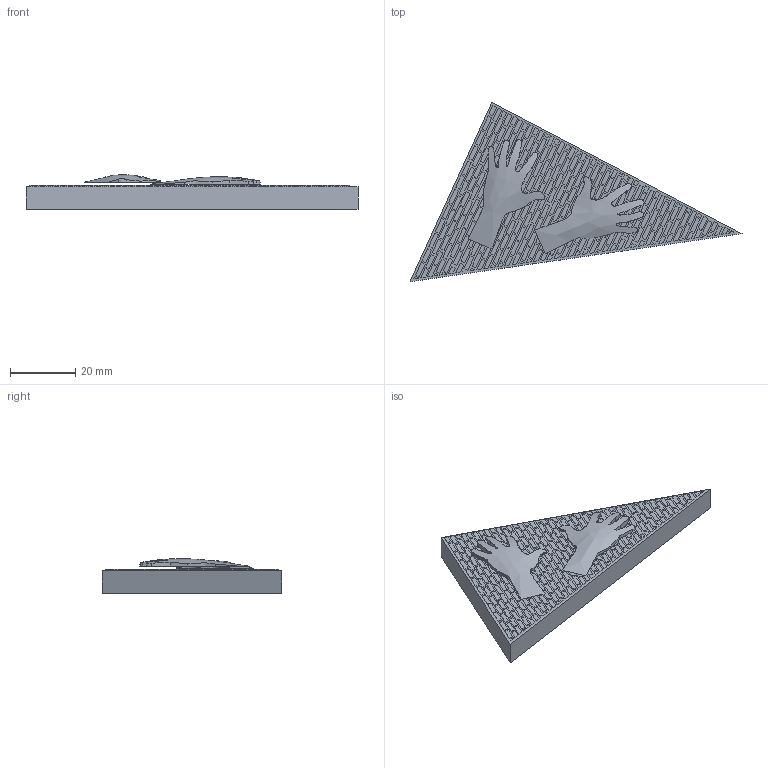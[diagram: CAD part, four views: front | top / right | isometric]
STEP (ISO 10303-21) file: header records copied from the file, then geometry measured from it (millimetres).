
FILE_DESCRIPTION(/* description */ (''),/* implementation_level */ '2;1');
FILE_NAME(/* name */ '201811~1',/* time_stamp */ '2018-11-17T18:31:49+01:00',/* author */ (''),/* organization */ (''),/* preprocessor_version */ 'ST-DEVELOPER v16.5',/* originating_system */ '',/* authorisation */ '');
FILE_SCHEMA (('AUTOMOTIVE_DESIGN'));
Length unit declared in the file: millimetre
Products named in the file (1): Document
Bounding box: 101.65 x 54.96 x 10.69 mm (x, y, z)
Volume: 19330.1 mm3; surface area: 13179.7 mm2
Topology: 316 solids, 319 shells, 1952 faces, 4272 edges, 2956 vertices
Faces by surface type: plane 1896, bspline 56
Entity records: 47371 total; most frequent: CARTESIAN_POINT 15749, ORIENTED_EDGE 7850, B_SPLINE_CURVE_WITH_KNOTS 4272, EDGE_CURVE 3955, VERTEX_POINT 2638, ADVANCED_FACE 1952, FACE_OUTER_BOUND 1952, EDGE_LOOP 1952
